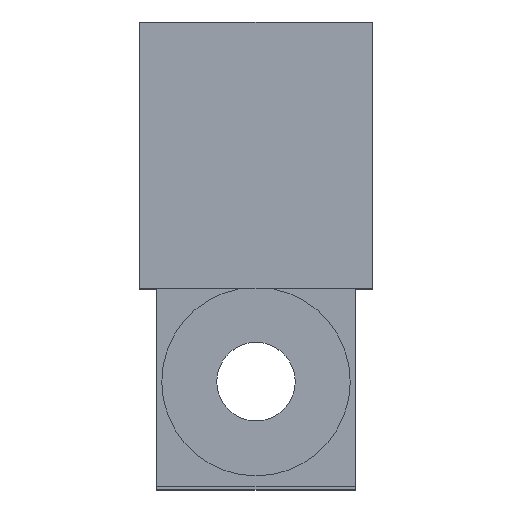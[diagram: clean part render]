
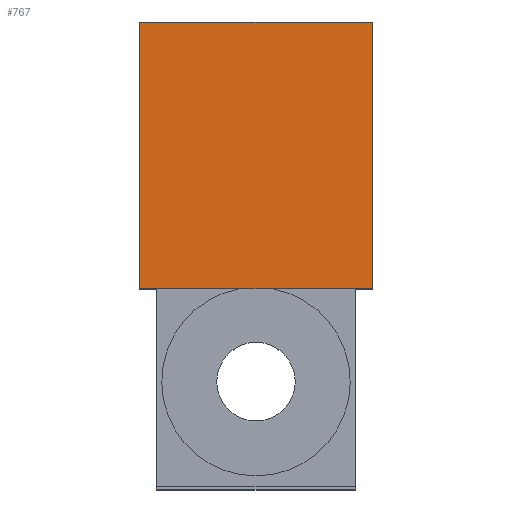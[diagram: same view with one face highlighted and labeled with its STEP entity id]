
A CAD part, top view. The second image highlights one B-rep face of the part: STEP entity #767.
In plain terms, the highlighted planar face has unit normal (0, 0, 1).
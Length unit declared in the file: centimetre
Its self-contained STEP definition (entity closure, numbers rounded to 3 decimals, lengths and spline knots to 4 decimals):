
#333=VECTOR('',#872,1.);
#337=VECTOR('',#877,1.);
#341=VECTOR('',#882,1.);
#343=VECTOR('',#885,1.);
#380=LINE('',#993,#333);
#384=LINE('',#1002,#337);
#388=LINE('',#1011,#341);
#390=LINE('',#1014,#343);
#433=VERTEX_POINT('',#994);
#434=VERTEX_POINT('',#995);
#437=VERTEX_POINT('',#1003);
#438=VERTEX_POINT('',#1004);
#499=EDGE_CURVE('',#433,#434,#380,.T.);
#503=EDGE_CURVE('',#437,#438,#384,.T.);
#507=EDGE_CURVE('',#438,#433,#388,.T.);
#509=EDGE_CURVE('',#434,#437,#390,.T.);
#605=ORIENTED_EDGE('',*,*,#507,.F.);
#606=ORIENTED_EDGE('',*,*,#503,.F.);
#607=ORIENTED_EDGE('',*,*,#509,.F.);
#608=ORIENTED_EDGE('',*,*,#499,.F.);
#693=EDGE_LOOP('',(#605,#606,#607,#608));
#737=FACE_BOUND('',#693,.T.);
#767=ADVANCED_FACE('',(#737),#1085,.T.);
#803=AXIS2_PLACEMENT_3D('',#1016,#887,$);
#872=DIRECTION('',(0.,-1.,0.));
#877=DIRECTION('',(0.,1.,0.));
#882=DIRECTION('',(1.,0.,0.));
#885=DIRECTION('',(-1.,0.,0.));
#887=DIRECTION('',(0.,0.,1.));
#993=CARTESIAN_POINT('',(14.82,17.,4.2));
#994=CARTESIAN_POINT('',(14.82,17.,4.2));
#995=CARTESIAN_POINT('',(14.82,0.,4.2));
#1002=CARTESIAN_POINT('',(0.,0.,4.2));
#1003=CARTESIAN_POINT('',(0.,0.,4.2));
#1004=CARTESIAN_POINT('',(0.,17.,4.2));
#1011=CARTESIAN_POINT('',(0.,17.,4.2));
#1014=CARTESIAN_POINT('',(14.82,0.,4.2));
#1016=CARTESIAN_POINT('',(7.41,8.5,4.2));
#1085=PLANE('',#803);
